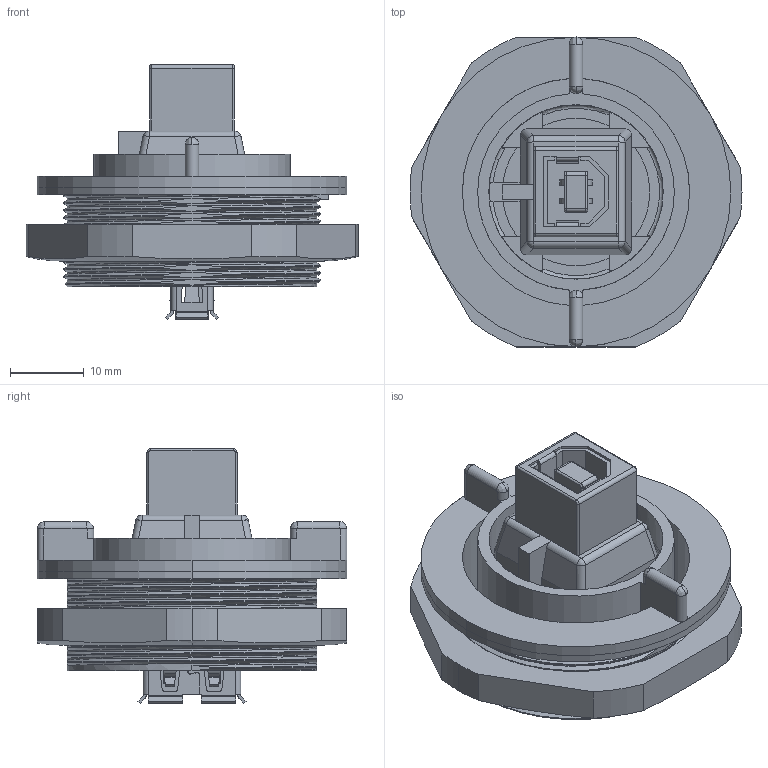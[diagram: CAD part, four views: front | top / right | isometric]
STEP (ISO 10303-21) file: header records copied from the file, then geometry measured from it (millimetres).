
FILE_DESCRIPTION(('STEP AP242'),'1');
FILE_NAME('px0848-a.stp','2023-04-21T16:17:58',('TraceParts'),('TraceParts S.A.'),'Spatial InterOp 3D',' ',' ');
FILE_SCHEMA(('AP242_MANAGED_MODEL_BASED_3D_ENGINEERING_MIM_LF {1 0 10303 442 1 1 4}'));
Length unit declared in the file: millimetre
Products named in the file (1): px0848-a_1
Bounding box: 45 x 42 x 34.5 mm (x, y, z)
Volume: 14720 mm3; surface area: 16784.1 mm2
Topology: 5 solids, 5 shells, 821 faces, 2221 edges, 1408 vertices
Faces by surface type: plane 359, cylinder 263, bspline 116, torus 39, cone 36, sphere 8
Entity records: 35003 total; most frequent: CARTESIAN_POINT 15213, ORIENTED_EDGE 4442, DIRECTION 3673, EDGE_CURVE 2221, VERTEX_POINT 1408, LINE 1231, VECTOR 1231, AXIS2_PLACEMENT_3D 1221
